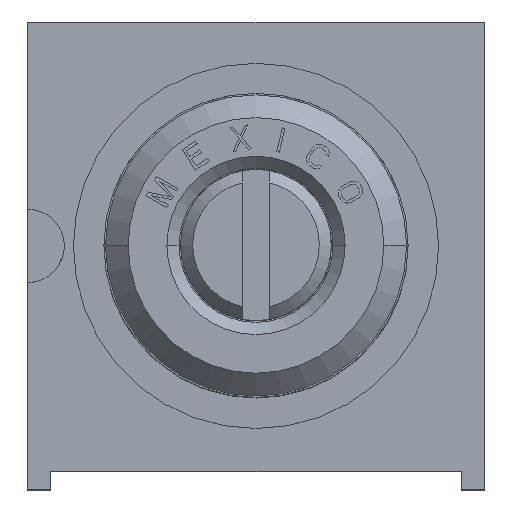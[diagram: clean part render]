
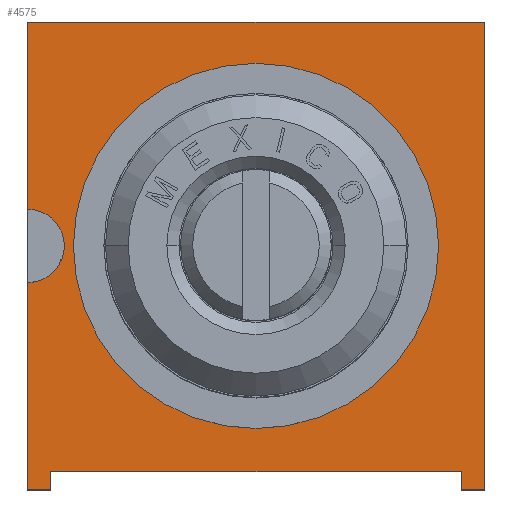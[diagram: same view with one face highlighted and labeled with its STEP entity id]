
A CAD part, top view. The second image highlights one B-rep face of the part: STEP entity #4575.
In plain terms, the highlighted free-form (B-spline) face has degree [1, 1] with [2, 2] control points.
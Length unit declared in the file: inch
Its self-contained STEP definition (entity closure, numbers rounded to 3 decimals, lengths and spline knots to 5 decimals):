
#69=CARTESIAN_POINT('',(0.,0.,-0.008));
#70=DIRECTION('',(0.,0.,-1.));
#71=DIRECTION('',(1.,0.,0.));
#72=AXIS2_PLACEMENT_3D('',#69,#70,#71);
#77=CARTESIAN_POINT('',(0.,0.,-0.008));
#78=DIRECTION('',(0.,0.,-1.));
#79=DIRECTION('',(-1.,0.,0.));
#80=AXIS2_PLACEMENT_3D('',#77,#78,#79);
#85=CARTESIAN_POINT('',(-0.1875,0.,-0.008));
#86=DIRECTION('',(0.,0.,-1.));
#87=DIRECTION('',(0.,1.,0.));
#88=AXIS2_PLACEMENT_3D('',#85,#86,#87);
#100=DIRECTION('',(0.,1.,0.));
#101=VECTOR('',#100,0.154);
#102=CARTESIAN_POINT('',(-0.1875,0.03,-0.008));
#103=LINE('',#102,#101);
#114=DIRECTION('',(0.,1.,0.));
#115=VECTOR('',#114,0.17);
#116=CARTESIAN_POINT('',(-0.1875,-0.2,-0.008));
#117=LINE('',#116,#115);
#164=DIRECTION('',(-1.,0.,0.));
#165=VECTOR('',#164,0.019);
#166=CARTESIAN_POINT('',(0.1875,-0.2,-0.008));
#167=LINE('',#166,#165);
#178=DIRECTION('',(-1.,0.,0.));
#179=VECTOR('',#178,0.019);
#180=CARTESIAN_POINT('',(-0.1685,-0.2,-0.008));
#181=LINE('',#180,#179);
#199=DIRECTION('',(0.,1.,0.));
#200=VECTOR('',#199,0.015);
#201=CARTESIAN_POINT('',(0.1685,-0.2,-0.008));
#202=LINE('',#201,#200);
#332=DIRECTION('',(1.,0.,0.));
#333=VECTOR('',#332,0.375);
#334=CARTESIAN_POINT('',(-0.1875,0.184,-0.008));
#335=LINE('',#334,#333);
#713=DIRECTION('',(0.,-1.,0.));
#714=VECTOR('',#713,0.015);
#715=CARTESIAN_POINT('',(-0.1685,-0.185,-0.008));
#716=LINE('',#715,#714);
#727=DIRECTION('',(-1.,0.,0.));
#728=VECTOR('',#727,0.337);
#729=CARTESIAN_POINT('',(0.1685,-0.185,-0.008));
#730=LINE('',#729,#728);
#755=DIRECTION('',(0.,-1.,0.));
#756=VECTOR('',#755,0.384);
#757=CARTESIAN_POINT('',(0.1875,0.184,-0.008));
#758=LINE('',#757,#756);
#3754=CARTESIAN_POINT('',(0.15,0.,-0.008));
#3755=CARTESIAN_POINT('',(-0.15,0.,-0.008));
#3756=VERTEX_POINT('',#3754);
#3757=VERTEX_POINT('',#3755);
#3762=CARTESIAN_POINT('',(-0.1875,0.184,-0.008));
#3763=CARTESIAN_POINT('',(0.1875,0.184,-0.008));
#3764=VERTEX_POINT('',#3762);
#3765=VERTEX_POINT('',#3763);
#3766=CARTESIAN_POINT('',(0.1875,-0.2,-0.008));
#3767=VERTEX_POINT('',#3766);
#3768=CARTESIAN_POINT('',(0.1685,-0.2,-0.008));
#3769=VERTEX_POINT('',#3768);
#3770=CARTESIAN_POINT('',(-0.1685,-0.2,-0.008));
#3771=CARTESIAN_POINT('',(-0.1875,-0.2,-0.008));
#3772=VERTEX_POINT('',#3770);
#3773=VERTEX_POINT('',#3771);
#3774=CARTESIAN_POINT('',(0.1685,-0.185,-0.008));
#3775=VERTEX_POINT('',#3774);
#3776=CARTESIAN_POINT('',(-0.1685,-0.185,-0.008));
#3777=VERTEX_POINT('',#3776);
#3852=CARTESIAN_POINT('',(-0.1875,0.03,-0.008));
#3853=CARTESIAN_POINT('',(-0.1875,-0.03,-0.008));
#3854=VERTEX_POINT('',#3852);
#3855=VERTEX_POINT('',#3853);
#4544=CARTESIAN_POINT('',(-0.195,-0.20768,-0.008));
#4545=CARTESIAN_POINT('',(-0.195,0.19168,-0.008));
#4546=CARTESIAN_POINT('',(0.195,-0.20768,-0.008));
#4547=CARTESIAN_POINT('',(0.195,0.19168,-0.008));
#4548=B_SPLINE_SURFACE_WITH_KNOTS('',1,1,((#4544,#4545),(#4546,#4547)),
.UNSPECIFIED.,.F.,.F.,.F.,(2,2),(2,2),(-0.195,0.195),(-0.20768,0.19168),
.UNSPECIFIED.);
#4550=ORIENTED_EDGE('',*,*,#4549,.F.);
#4552=ORIENTED_EDGE('',*,*,#4551,.T.);
#4554=ORIENTED_EDGE('',*,*,#4553,.T.);
#4556=ORIENTED_EDGE('',*,*,#4555,.T.);
#4558=ORIENTED_EDGE('',*,*,#4557,.T.);
#4560=ORIENTED_EDGE('',*,*,#4559,.T.);
#4562=ORIENTED_EDGE('',*,*,#4561,.T.);
#4564=ORIENTED_EDGE('',*,*,#4563,.T.);
#4566=ORIENTED_EDGE('',*,*,#4565,.T.);
#4568=ORIENTED_EDGE('',*,*,#4567,.T.);
#4569=EDGE_LOOP('',(#4550,#4552,#4554,#4556,#4558,#4560,#4562,#4564,#4566,
#4568));
#4570=FACE_OUTER_BOUND('',#4569,.F.);
#4571=ORIENTED_EDGE('',*,*,#4500,.F.);
#4572=ORIENTED_EDGE('',*,*,#4538,.F.);
#4573=EDGE_LOOP('',(#4571,#4572));
#4574=FACE_BOUND('',#4573,.F.);
#4575=ADVANCED_FACE('',(#4570,#4574),#4548,.T.);
#73=CIRCLE('',#72,0.15);
#81=CIRCLE('',#80,0.15);
#89=CIRCLE('',#88,0.03);
#4500=EDGE_CURVE('',#3756,#3757,#73,.T.);
#4538=EDGE_CURVE('',#3757,#3756,#81,.T.);
#4549=EDGE_CURVE('',#3854,#3855,#89,.T.);
#4551=EDGE_CURVE('',#3854,#3764,#103,.T.);
#4553=EDGE_CURVE('',#3764,#3765,#335,.T.);
#4555=EDGE_CURVE('',#3765,#3767,#758,.T.);
#4557=EDGE_CURVE('',#3767,#3769,#167,.T.);
#4559=EDGE_CURVE('',#3769,#3775,#202,.T.);
#4561=EDGE_CURVE('',#3775,#3777,#730,.T.);
#4563=EDGE_CURVE('',#3777,#3772,#716,.T.);
#4565=EDGE_CURVE('',#3772,#3773,#181,.T.);
#4567=EDGE_CURVE('',#3773,#3855,#117,.T.);
